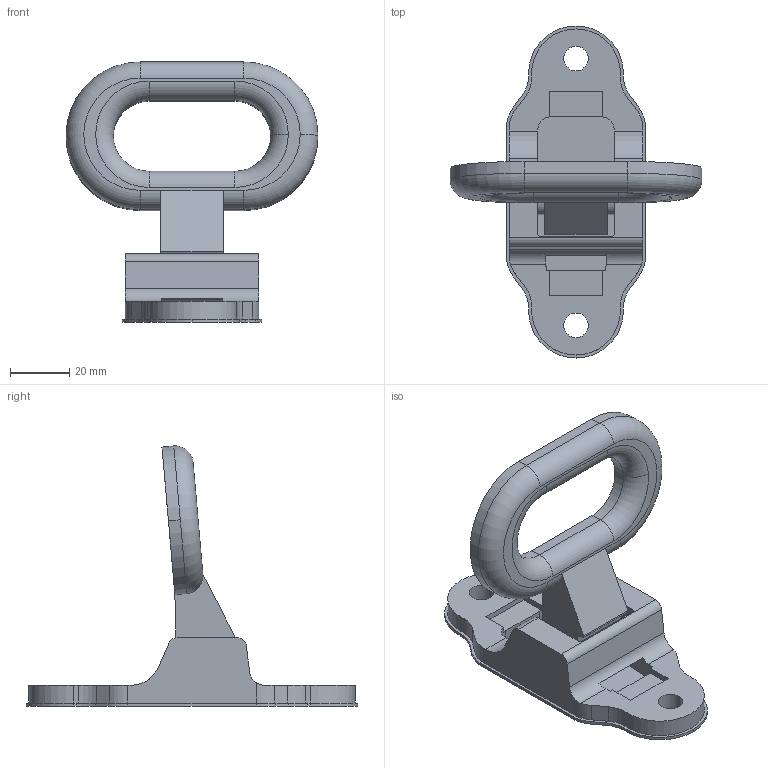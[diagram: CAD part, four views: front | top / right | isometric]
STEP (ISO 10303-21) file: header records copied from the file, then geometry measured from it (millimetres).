
FILE_DESCRIPTION (( 'STEP AP203' ), '1' );
FILE_NAME ('K-1856-3.STEP', '2008-12-08T04:10:29', ( ' ' ), ( ' ' ), 'SwSTEP 2.0', 'SolidWorks 2007', '' );
FILE_SCHEMA (( 'CONFIG_CONTROL_DESIGN' ));
Length unit declared in the file: millimetre
Products named in the file (4): K-1856-3僗僥僢僾_棉太倌; K-1856-3儀乕僗_棉太倌; K-1856-3僷僢僉儞_棉太倌; K-1856-3
Assembly tree (3 placements, depth 2):
  K-1856-3
    K-1856-3儀乕僗_棉太倌
    K-1856-3僷僢僉儞_棉太倌
    K-1856-3僗僥僢僾_棉太倌
Bounding box: 85 x 112 x 87.73 mm (x, y, z)
Volume: 62119.4 mm3; surface area: 30874.4 mm2
Topology: 3 solids, 3 shells, 134 faces, 377 edges, 248 vertices
Faces by surface type: plane 67, cylinder 61, torus 6
Entity records: 4809 total; most frequent: CARTESIAN_POINT 791, DIRECTION 785, ORIENTED_EDGE 754, EDGE_CURVE 377, AXIS2_PLACEMENT_3D 274, VERTEX_POINT 248, VECTOR 237, LINE 237
